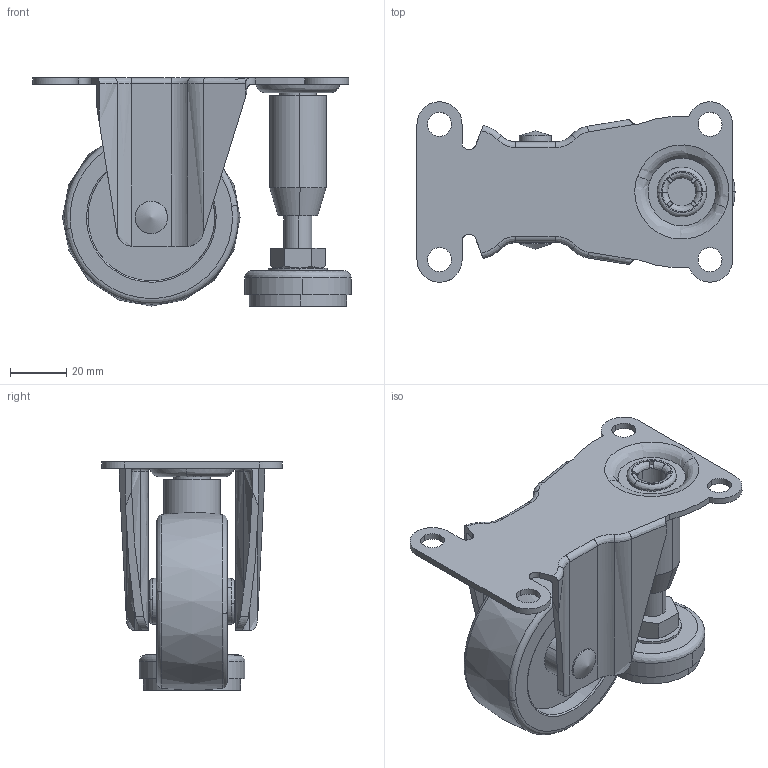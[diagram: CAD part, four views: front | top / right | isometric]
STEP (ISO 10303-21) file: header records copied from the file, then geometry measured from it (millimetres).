
FILE_DESCRIPTION((''),'2;1');
FILE_NAME('','2007-04-09T15:27:14',(''),(''),'','CADfix','');
FILE_SCHEMA(('AUTOMOTIVE_DESIGN { 1 0 10303 214 1 1 1 1 }'));
Length unit declared in the file: millimetre
Bounding box: 112.85 x 64 x 81 mm (x, y, z)
Volume: 114113.6 mm3; surface area: 45514.7 mm2
Topology: 4 solids, 4 shells, 227 faces, 679 edges, 481 vertices
Faces by surface type: bspline 227
Entity records: 9325 total; most frequent: CARTESIAN_POINT 5562, ORIENTED_EDGE 1358, EDGE_CURVE 679, VERTEX_POINT 481, EDGE_LOOP 264, QUASI_UNIFORM_CURVE 248, FACE_OUTER_BOUND 227, ADVANCED_FACE 227
